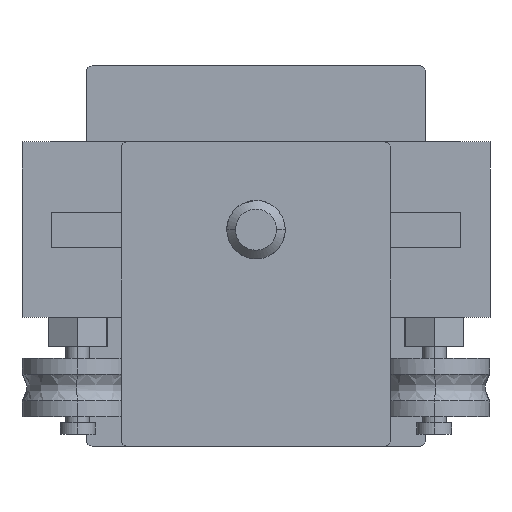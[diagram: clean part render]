
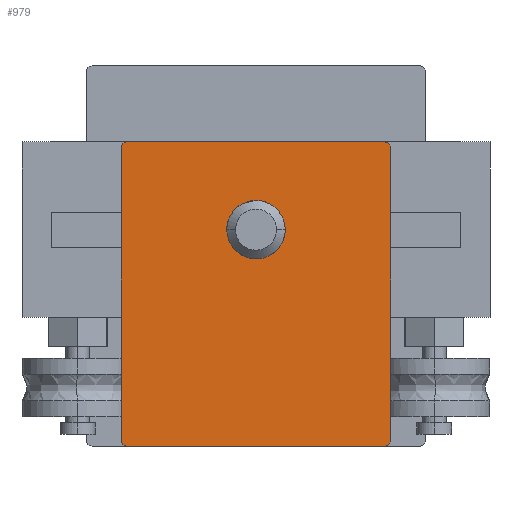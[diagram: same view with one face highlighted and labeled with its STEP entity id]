
A CAD part, left-side view. The second image highlights one B-rep face of the part: STEP entity #979.
In plain terms, the highlighted free-form (B-spline) face has degree [1, 1] with [2, 2] control points.
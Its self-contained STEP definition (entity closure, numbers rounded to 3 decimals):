
#778 = VERTEX_POINT('',#779);
#779 = CARTESIAN_POINT('',(-197.993,-24.891,
    58.832));
#784 = EDGE_CURVE('',#778,#785,#787,.T.);
#785 = VERTEX_POINT('',#786);
#786 = CARTESIAN_POINT('',(-197.993,-26.022,
    57.701));
#787 = ( BOUNDED_CURVE() B_SPLINE_CURVE(2,(#788,#789,#790),
.UNSPECIFIED.,.F.,.F.) B_SPLINE_CURVE_WITH_KNOTS((3,3),(0.,
1.571),.PIECEWISE_BEZIER_KNOTS.) CURVE() 
GEOMETRIC_REPRESENTATION_ITEM() RATIONAL_B_SPLINE_CURVE((1.,
0.707,1.)) REPRESENTATION_ITEM('') );
#788 = CARTESIAN_POINT('',(-197.993,-24.891,
    58.832));
#789 = CARTESIAN_POINT('',(-197.993,-26.022,
    58.832));
#790 = CARTESIAN_POINT('',(-197.993,-26.022,
    57.701));
#807 = EDGE_CURVE('',#808,#778,#810,.T.);
#808 = VERTEX_POINT('',#809);
#809 = CARTESIAN_POINT('',(-197.993,24.891,
    58.832));
#810 = B_SPLINE_CURVE_WITH_KNOTS('',1,(#811,#812),.UNSPECIFIED.,.F.,.F.,
  (2,2),(-22.,22.),.PIECEWISE_BEZIER_KNOTS.);
#811 = CARTESIAN_POINT('',(-197.993,24.891,
    58.832));
#812 = CARTESIAN_POINT('',(-197.993,-24.891,
    58.832));
#835 = EDGE_CURVE('',#836,#808,#838,.T.);
#836 = VERTEX_POINT('',#837);
#837 = CARTESIAN_POINT('',(-197.993,26.022,
    57.701));
#838 = ( BOUNDED_CURVE() B_SPLINE_CURVE(2,(#839,#840,#841),
.UNSPECIFIED.,.F.,.F.) B_SPLINE_CURVE_WITH_KNOTS((3,3),(4.712,
6.283),.PIECEWISE_BEZIER_KNOTS.) CURVE() 
GEOMETRIC_REPRESENTATION_ITEM() RATIONAL_B_SPLINE_CURVE((1.,
0.707,1.)) REPRESENTATION_ITEM('') );
#839 = CARTESIAN_POINT('',(-197.993,26.022,
    57.701));
#840 = CARTESIAN_POINT('',(-197.993,26.022,
    58.832));
#841 = CARTESIAN_POINT('',(-197.993,24.891,
    58.832));
#870 = VERTEX_POINT('',#871);
#871 = CARTESIAN_POINT('',(-197.993,-26.022,
    1.131));
#882 = EDGE_CURVE('',#870,#785,#883,.T.);
#883 = B_SPLINE_CURVE_WITH_KNOTS('',1,(#884,#885),.UNSPECIFIED.,.F.,.F.,
  (2,2),(-25.,25.),.PIECEWISE_BEZIER_KNOTS.);
#884 = CARTESIAN_POINT('',(-197.993,-26.022,
    1.131));
#885 = CARTESIAN_POINT('',(-197.993,-26.022,
    57.701));
#904 = EDGE_CURVE('',#905,#870,#907,.T.);
#905 = VERTEX_POINT('',#906);
#906 = CARTESIAN_POINT('',(-197.993,-24.891,0.));
#907 = ( BOUNDED_CURVE() B_SPLINE_CURVE(2,(#908,#909,#910),
.UNSPECIFIED.,.F.,.F.) B_SPLINE_CURVE_WITH_KNOTS((3,3),(0.,
1.571),.PIECEWISE_BEZIER_KNOTS.) CURVE() 
GEOMETRIC_REPRESENTATION_ITEM() RATIONAL_B_SPLINE_CURVE((1.,
0.707,1.)) REPRESENTATION_ITEM('') );
#908 = CARTESIAN_POINT('',(-197.993,-24.891,0.));
#909 = CARTESIAN_POINT('',(-197.993,-26.022,0.));
#910 = CARTESIAN_POINT('',(-197.993,-26.022,
    1.131));
#927 = EDGE_CURVE('',#928,#836,#930,.T.);
#928 = VERTEX_POINT('',#929);
#929 = CARTESIAN_POINT('',(-197.993,26.022,
    1.131));
#930 = B_SPLINE_CURVE_WITH_KNOTS('',1,(#931,#932),.UNSPECIFIED.,.F.,.F.,
  (2,2),(-25.,25.),.PIECEWISE_BEZIER_KNOTS.);
#931 = CARTESIAN_POINT('',(-197.993,26.022,
    1.131));
#932 = CARTESIAN_POINT('',(-197.993,26.022,
    57.701));
#958 = VERTEX_POINT('',#959);
#959 = CARTESIAN_POINT('',(-197.993,24.891,0.));
#970 = EDGE_CURVE('',#958,#905,#971,.T.);
#971 = B_SPLINE_CURVE_WITH_KNOTS('',1,(#972,#973),.UNSPECIFIED.,.F.,.F.,
  (2,2),(-22.,22.),.PIECEWISE_BEZIER_KNOTS.);
#972 = CARTESIAN_POINT('',(-197.993,24.891,0.));
#973 = CARTESIAN_POINT('',(-197.993,-24.891,0.));
#979 = ADVANCED_FACE('',(#980,#995),#1017,.T.);
#980 = FACE_BOUND('',#981,.T.);
#981 = EDGE_LOOP('',(#982,#983,#984,#985,#986,#987,#988,#989));
#982 = ORIENTED_EDGE('',*,*,#970,.T.);
#983 = ORIENTED_EDGE('',*,*,#904,.T.);
#984 = ORIENTED_EDGE('',*,*,#882,.T.);
#985 = ORIENTED_EDGE('',*,*,#784,.F.);
#986 = ORIENTED_EDGE('',*,*,#807,.F.);
#987 = ORIENTED_EDGE('',*,*,#835,.F.);
#988 = ORIENTED_EDGE('',*,*,#927,.F.);
#989 = ORIENTED_EDGE('',*,*,#990,.T.);
#990 = EDGE_CURVE('',#928,#958,#991,.T.);
#991 = ( BOUNDED_CURVE() B_SPLINE_CURVE(2,(#992,#993,#994),
.UNSPECIFIED.,.F.,.F.) B_SPLINE_CURVE_WITH_KNOTS((3,3),(4.712,
6.283),.PIECEWISE_BEZIER_KNOTS.) CURVE() 
GEOMETRIC_REPRESENTATION_ITEM() RATIONAL_B_SPLINE_CURVE((1.,
0.707,1.)) REPRESENTATION_ITEM('') );
#992 = CARTESIAN_POINT('',(-197.993,26.022,
    1.131));
#993 = CARTESIAN_POINT('',(-197.993,26.022,
    0.));
#994 = CARTESIAN_POINT('',(-197.993,24.891,0.));
#995 = FACE_BOUND('',#996,.T.);
#996 = EDGE_LOOP('',(#997,#1009));
#997 = ORIENTED_EDGE('',*,*,#998,.F.);
#998 = EDGE_CURVE('',#999,#1001,#1003,.T.);
#999 = VERTEX_POINT('',#1000);
#1000 = CARTESIAN_POINT('',(-197.993,-5.657,
    41.861));
#1001 = VERTEX_POINT('',#1002);
#1002 = CARTESIAN_POINT('',(-197.993,5.657,
    41.861));
#1003 = ( BOUNDED_CURVE() B_SPLINE_CURVE(2,(#1004,#1005,#1006,#1007,
#1008),.UNSPECIFIED.,.F.,.F.) B_SPLINE_CURVE_WITH_KNOTS((3,2,3),(
    1.571,3.142,4.712),
.PIECEWISE_BEZIER_KNOTS.) CURVE() GEOMETRIC_REPRESENTATION_ITEM() 
RATIONAL_B_SPLINE_CURVE((1.,0.707,1.,0.707,1.)) 
REPRESENTATION_ITEM('') );
#1004 = CARTESIAN_POINT('',(-197.993,-5.657,
    41.861));
#1005 = CARTESIAN_POINT('',(-197.993,-5.657,
    47.518));
#1006 = CARTESIAN_POINT('',(-197.993,0.,
    47.518));
#1007 = CARTESIAN_POINT('',(-197.993,5.657,
    47.518));
#1008 = CARTESIAN_POINT('',(-197.993,5.657,
    41.861));
#1009 = ORIENTED_EDGE('',*,*,#1010,.F.);
#1010 = EDGE_CURVE('',#1001,#999,#1011,.T.);
#1011 = ( BOUNDED_CURVE() B_SPLINE_CURVE(2,(#1012,#1013,#1014,#1015,
#1016),.UNSPECIFIED.,.F.,.F.) B_SPLINE_CURVE_WITH_KNOTS((3,2,3),(
    4.712,6.283,7.854),
.PIECEWISE_BEZIER_KNOTS.) CURVE() GEOMETRIC_REPRESENTATION_ITEM() 
RATIONAL_B_SPLINE_CURVE((1.,0.707,1.,0.707,1.)) 
REPRESENTATION_ITEM('') );
#1012 = CARTESIAN_POINT('',(-197.993,5.657,
    41.861));
#1013 = CARTESIAN_POINT('',(-197.993,5.657,
    36.204));
#1014 = CARTESIAN_POINT('',(-197.993,0.,
    36.204));
#1015 = CARTESIAN_POINT('',(-197.993,-5.657,
    36.204));
#1016 = CARTESIAN_POINT('',(-197.993,-5.657,
    41.861));
#1017 = B_SPLINE_SURFACE_WITH_KNOTS('',1,1,(
    (#1018,#1019)
    ,(#1020,#1021
    )),.UNSPECIFIED.,.F.,.F.,.F.,(2,2),(2,2),(0.,46.),(0.,52.),
  .PIECEWISE_BEZIER_KNOTS.);
#1018 = CARTESIAN_POINT('',(-197.993,26.022,0.));
#1019 = CARTESIAN_POINT('',(-197.993,26.022,
    58.832));
#1020 = CARTESIAN_POINT('',(-197.993,-26.022,0.));
#1021 = CARTESIAN_POINT('',(-197.993,-26.022,
    58.832));
